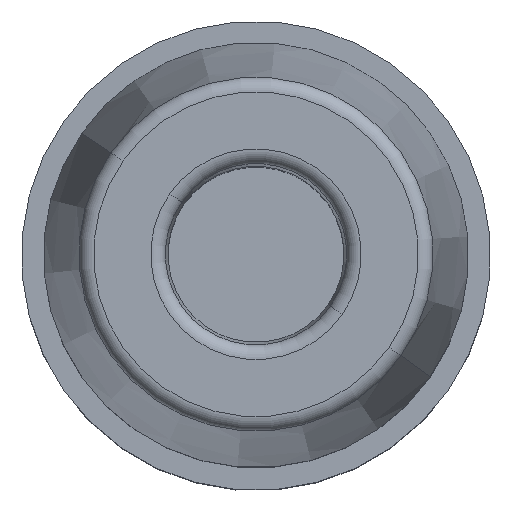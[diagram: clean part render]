
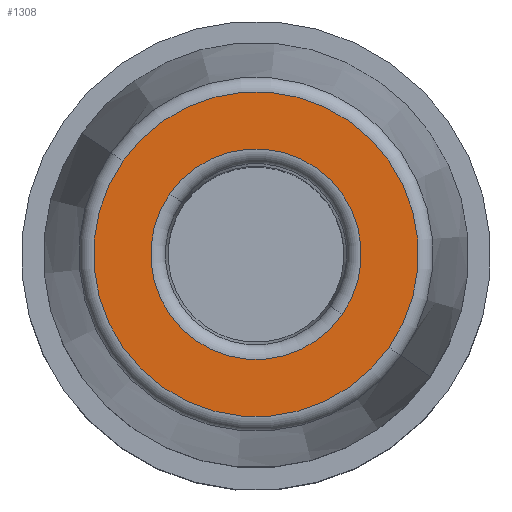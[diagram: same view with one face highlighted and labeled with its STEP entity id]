
A CAD part, top view. The second image highlights one B-rep face of the part: STEP entity #1308.
In plain terms, the highlighted planar face has unit normal (0, 0, 1).
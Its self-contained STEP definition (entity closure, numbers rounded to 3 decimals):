
#177=CARTESIAN_POINT('',(0.,0.,80.));
#178=DIRECTION('',(0.,0.,1.));
#179=DIRECTION('',(-0.819,0.574,0.));
#180=AXIS2_PLACEMENT_3D('',#177,#178,#179);
#185=CARTESIAN_POINT('',(0.,0.,80.));
#186=DIRECTION('',(0.,0.,-1.));
#187=DIRECTION('',(-0.819,0.574,0.));
#188=AXIS2_PLACEMENT_3D('',#185,#186,#187);
#209=CARTESIAN_POINT('',(0.,0.,80.));
#210=DIRECTION('',(0.,0.,-1.));
#211=DIRECTION('',(-0.819,0.574,0.));
#212=AXIS2_PLACEMENT_3D('',#209,#210,#211);
#217=CARTESIAN_POINT('',(0.,0.,80.));
#218=DIRECTION('',(0.,0.,1.));
#219=DIRECTION('',(-0.819,0.574,0.));
#220=AXIS2_PLACEMENT_3D('',#217,#218,#219);
#1027=CARTESIAN_POINT('',(-5.881,4.118,80.));
#1028=VERTEX_POINT('',#1027);
#1077=CARTESIAN_POINT('',(5.881,-4.118,80.));
#1078=VERTEX_POINT('',#1077);
#1117=CARTESIAN_POINT('',(-9.073,6.353,80.));
#1119=VERTEX_POINT('',#1117);
#1135=CARTESIAN_POINT('',(9.073,-6.353,80.));
#1137=VERTEX_POINT('',#1135);
#1293=CARTESIAN_POINT('',(0.,0.,80.));
#1294=DIRECTION('',(0.,0.,1.));
#1295=DIRECTION('',(0.819,-0.574,0.));
#1296=AXIS2_PLACEMENT_3D('',#1293,#1294,#1295);
#1297=PLANE('',#1296);
#1299=ORIENTED_EDGE('',*,*,#1298,.T.);
#1301=ORIENTED_EDGE('',*,*,#1300,.F.);
#1302=EDGE_LOOP('',(#1299,#1301));
#1303=FACE_OUTER_BOUND('',#1302,.F.);
#1304=ORIENTED_EDGE('',*,*,#1288,.T.);
#1305=ORIENTED_EDGE('',*,*,#1272,.F.);
#1306=EDGE_LOOP('',(#1304,#1305));
#1307=FACE_BOUND('',#1306,.F.);
#1308=ADVANCED_FACE('',(#1303,#1307),#1297,.T.);
#181=CIRCLE('',#180,7.179);
#189=CIRCLE('',#188,7.179);
#213=CIRCLE('',#212,11.076);
#221=CIRCLE('',#220,11.076);
#1272=EDGE_CURVE('',#1028,#1078,#189,.T.);
#1288=EDGE_CURVE('',#1028,#1078,#181,.T.);
#1298=EDGE_CURVE('',#1119,#1137,#213,.T.);
#1300=EDGE_CURVE('',#1119,#1137,#221,.T.);
